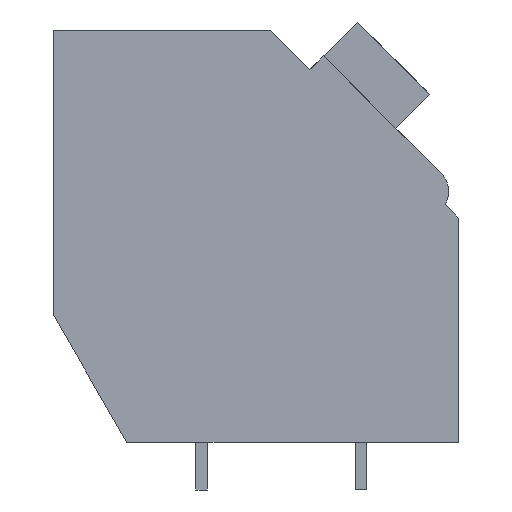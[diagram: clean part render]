
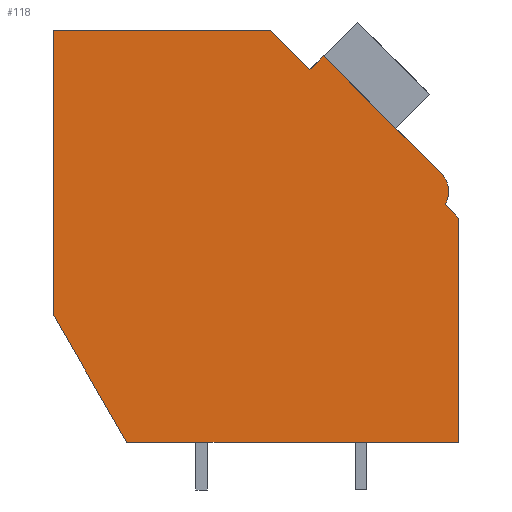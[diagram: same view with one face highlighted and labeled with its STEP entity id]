
A CAD part, left-side view. The second image highlights one B-rep face of the part: STEP entity #118.
In plain terms, the highlighted planar face has unit normal (-1, 0, 0).
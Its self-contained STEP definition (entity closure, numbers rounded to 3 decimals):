
#34=AXIS2_PLACEMENT_3D('Plane Axis2P3D',#31,#32,#33) ;
#61=AXIS2_PLACEMENT_3D('Circle Axis2P3D',#59,#60,$) ;
#31=CARTESIAN_POINT('Axis2P3D Location',(0.,12.7,-2.)) ;
#36=CARTESIAN_POINT('Line Origine',(0.,5.2,1.5)) ;
#40=CARTESIAN_POINT('Vertex',(0.,10.399,1.5)) ;
#42=CARTESIAN_POINT('Vertex',(0.,0.,1.5)) ;
#45=CARTESIAN_POINT('Line Origine',(0.,0.,5.009)) ;
#49=CARTESIAN_POINT('Vertex',(0.,0.,8.518)) ;
#52=CARTESIAN_POINT('Line Origine',(0.,0.212,8.731)) ;
#56=CARTESIAN_POINT('Vertex',(0.,0.424,8.943)) ;
#59=CARTESIAN_POINT('Axis2P3D Location',(0.,1.113,9.349)) ;
#63=CARTESIAN_POINT('Vertex',(0.,0.548,9.915)) ;
#66=CARTESIAN_POINT('Line Origine',(0.,2.391,11.758)) ;
#70=CARTESIAN_POINT('Vertex',(0.,4.234,13.601)) ;
#73=CARTESIAN_POINT('Line Origine',(0.,4.446,13.389)) ;
#77=CARTESIAN_POINT('Vertex',(0.,4.659,13.177)) ;
#80=CARTESIAN_POINT('Line Origine',(0.,5.27,13.788)) ;
#84=CARTESIAN_POINT('Vertex',(0.,5.882,14.4)) ;
#87=CARTESIAN_POINT('Line Origine',(0.,9.291,14.4)) ;
#91=CARTESIAN_POINT('Vertex',(0.,12.7,14.4)) ;
#94=CARTESIAN_POINT('Line Origine',(0.,12.7,9.943)) ;
#98=CARTESIAN_POINT('Vertex',(0.,12.7,5.485)) ;
#101=CARTESIAN_POINT('Line Origine',(0.,11.55,3.493)) ;
#32=DIRECTION('Axis2P3D Direction',(-1.,0.,0.)) ;
#33=DIRECTION('Axis2P3D XDirection',(0.,-1.,0.)) ;
#37=DIRECTION('Vector Direction',(0.,-1.,0.)) ;
#46=DIRECTION('Vector Direction',(0.,0.,1.)) ;
#53=DIRECTION('Vector Direction',(0.,0.707,0.707)) ;
#60=DIRECTION('Axis2P3D Direction',(-1.,0.,0.)) ;
#67=DIRECTION('Vector Direction',(0.,-0.707,-0.707)) ;
#74=DIRECTION('Vector Direction',(0.,-0.707,0.707)) ;
#81=DIRECTION('Vector Direction',(0.,0.707,0.707)) ;
#88=DIRECTION('Vector Direction',(0.,-1.,0.)) ;
#95=DIRECTION('Vector Direction',(0.,0.,-1.)) ;
#102=DIRECTION('Vector Direction',(0.,-0.5,-0.866)) ;
#38=VECTOR('Line Direction',#37,1.) ;
#47=VECTOR('Line Direction',#46,1.) ;
#54=VECTOR('Line Direction',#53,1.) ;
#68=VECTOR('Line Direction',#67,1.) ;
#75=VECTOR('Line Direction',#74,1.) ;
#82=VECTOR('Line Direction',#81,1.) ;
#89=VECTOR('Line Direction',#88,1.) ;
#96=VECTOR('Line Direction',#95,1.) ;
#103=VECTOR('Line Direction',#102,1.) ;
#107=ORIENTED_EDGE('',*,*,#44,.T.) ;
#108=ORIENTED_EDGE('',*,*,#51,.T.) ;
#109=ORIENTED_EDGE('',*,*,#58,.T.) ;
#110=ORIENTED_EDGE('',*,*,#65,.T.) ;
#111=ORIENTED_EDGE('',*,*,#72,.T.) ;
#112=ORIENTED_EDGE('',*,*,#79,.T.) ;
#113=ORIENTED_EDGE('',*,*,#86,.T.) ;
#114=ORIENTED_EDGE('',*,*,#93,.T.) ;
#115=ORIENTED_EDGE('',*,*,#100,.T.) ;
#116=ORIENTED_EDGE('',*,*,#105,.T.) ;
#118=ADVANCED_FACE('HOUSING',(#117),#35,.T.) ;
#62=CIRCLE('generated circle',#61,0.8) ;
#44=EDGE_CURVE('',#41,#43,#39,.T.) ;
#51=EDGE_CURVE('',#43,#50,#48,.T.) ;
#58=EDGE_CURVE('',#50,#57,#55,.T.) ;
#65=EDGE_CURVE('',#57,#64,#62,.T.) ;
#72=EDGE_CURVE('',#64,#71,#69,.F.) ;
#79=EDGE_CURVE('',#71,#78,#76,.F.) ;
#86=EDGE_CURVE('',#78,#85,#83,.T.) ;
#93=EDGE_CURVE('',#85,#92,#90,.F.) ;
#100=EDGE_CURVE('',#92,#99,#97,.T.) ;
#105=EDGE_CURVE('',#99,#41,#104,.T.) ;
#106=EDGE_LOOP('',(#107,#108,#109,#110,#111,#112,#113,#114,#115,#116)) ;
#117=FACE_OUTER_BOUND('',#106,.T.) ;
#39=LINE('Line',#36,#38) ;
#48=LINE('Line',#45,#47) ;
#55=LINE('Line',#52,#54) ;
#69=LINE('Line',#66,#68) ;
#76=LINE('Line',#73,#75) ;
#83=LINE('Line',#80,#82) ;
#90=LINE('Line',#87,#89) ;
#97=LINE('Line',#94,#96) ;
#104=LINE('Line',#101,#103) ;
#35=PLANE('',#34) ;
#41=VERTEX_POINT('',#40) ;
#43=VERTEX_POINT('',#42) ;
#50=VERTEX_POINT('',#49) ;
#57=VERTEX_POINT('',#56) ;
#64=VERTEX_POINT('',#63) ;
#71=VERTEX_POINT('',#70) ;
#78=VERTEX_POINT('',#77) ;
#85=VERTEX_POINT('',#84) ;
#92=VERTEX_POINT('',#91) ;
#99=VERTEX_POINT('',#98) ;
